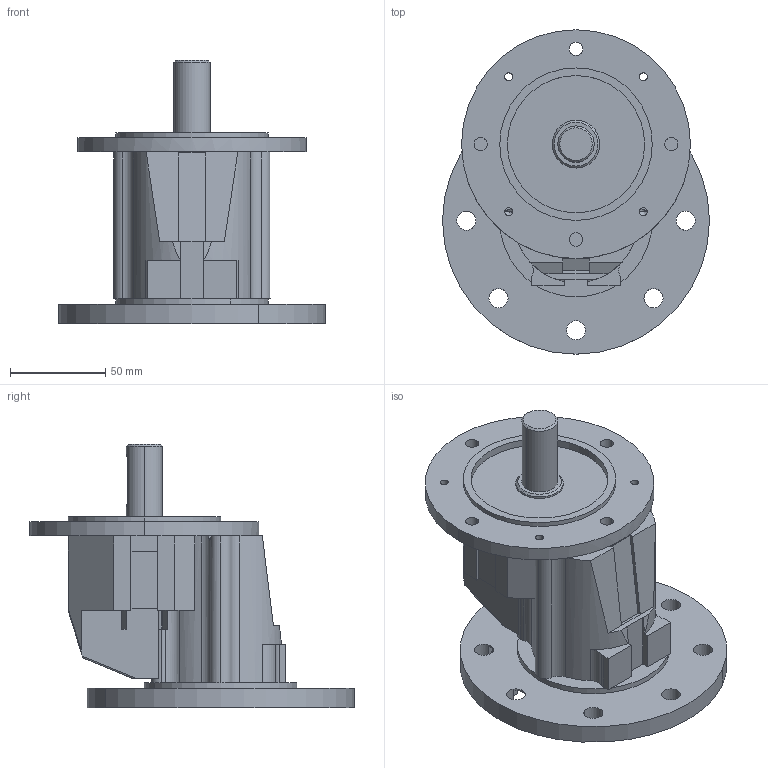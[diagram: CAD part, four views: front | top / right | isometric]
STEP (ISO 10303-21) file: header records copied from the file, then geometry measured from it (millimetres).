
FILE_DESCRIPTION (( 'STEP AP203' ), '1' );
FILE_NAME ('Pm-71 B-5.STEP', '2016-07-08T10:12:18', ( 'Usuario' ), ( '' ), 'SwSTEP 2.0', 'SolidWorks 2015', '' );
FILE_SCHEMA (( 'CONFIG_CONTROL_DESIGN' ));
Length unit declared in the file: millimetre
Products named in the file (3): Pm-71; brida b5 pm-71; Pm-71 B-5
Assembly tree (2 placements, depth 2):
  Pm-71 B-5
    Pm-71
    brida b5 pm-71
Bounding box: 140 x 170 x 138 mm (x, y, z)
Volume: 623220.3 mm3; surface area: 112728 mm2
Topology: 3 solids, 3 shells, 364 faces, 1033 edges, 662 vertices
Faces by surface type: cylinder 180, plane 157, cone 20, torus 5, bspline 2
Entity records: 12364 total; most frequent: CARTESIAN_POINT 2327, DIRECTION 2120, ORIENTED_EDGE 2034, EDGE_CURVE 1017, AXIS2_PLACEMENT_3D 775, VERTEX_POINT 662, VECTOR 570, LINE 570
